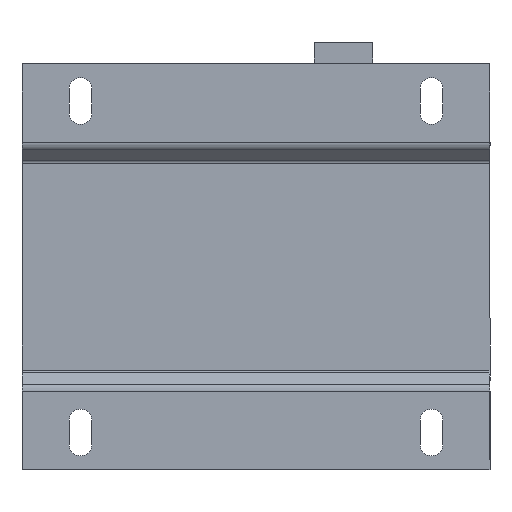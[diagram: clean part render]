
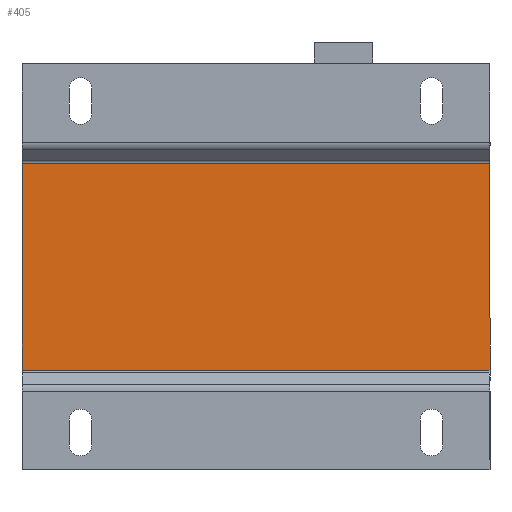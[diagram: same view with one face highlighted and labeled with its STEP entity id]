
A CAD part, front view. The second image highlights one B-rep face of the part: STEP entity #405.
In plain terms, the highlighted planar face has unit normal (0, -1, 0).
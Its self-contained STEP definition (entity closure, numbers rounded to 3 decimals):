
#19 = CARTESIAN_POINT ( 'NONE',  ( 0., -51.5, 26.5 ) ) ;
#155 = VECTOR ( 'NONE', #2700, 1000. ) ;
#209 = CARTESIAN_POINT ( 'NONE',  ( 0., -51.5, -26.5 ) ) ;
#225 = CARTESIAN_POINT ( 'NONE',  ( -60., -51.5, 26.5 ) ) ;
#405 = ADVANCED_FACE ( 'Defeature ausgef�hrt1_90', ( #7428 ), #2653, .F. ) ;
#867 = EDGE_CURVE ( 'Defeature ausgef�hrt1_90+Defeature ausgef�hrt1_97+Defeature ausgef�hrt1_88+Defeature ausgef�hrt1_89', #7092, #5061, #5035, .T. ) ;
#994 = VECTOR ( 'NONE', #4477, 1000. ) ;
#1393 = ORIENTED_EDGE ( 'NONE', *, *, #1613, .F. ) ;
#1613 = EDGE_CURVE ( 'Defeature ausgef�hrt1_89+Defeature ausgef�hrt1_90+Defeature ausgef�hrt1_109+Defeature ausgef�hrt1_96', #5888, #5061, #4615, .T. ) ;
#1967 = ORIENTED_EDGE ( 'NONE', *, *, #867, .T. ) ;
#2287 = EDGE_CURVE ( 'Defeature ausgef�hrt1_110+Defeature ausgef�hrt1_90+Defeature ausgef�hrt1_108+Defeature ausgef�hrt1_109', #8071, #5888, #2908, .T. ) ;
#2653 = PLANE ( 'NONE',  #7645 ) ;
#2654 = ORIENTED_EDGE ( 'NONE', *, *, #6567, .F. ) ;
#2700 = DIRECTION ( 'NONE',  ( 0., 0., -1. ) ) ;
#2908 = LINE ( 'NONE', #209, #7370 ) ;
#3408 = CARTESIAN_POINT ( 'NONE',  ( -60., -51.5, 52. ) ) ;
#4313 = VECTOR ( 'NONE', #7894, 1000. ) ;
#4455 = DIRECTION ( 'NONE',  ( 0., 0., 1. ) ) ;
#4477 = DIRECTION ( 'NONE',  ( -1., 0., 0. ) ) ;
#4541 = DIRECTION ( 'NONE',  ( 0., 1., 0. ) ) ;
#4615 = LINE ( 'NONE', #3408, #4313 ) ;
#5035 = LINE ( 'NONE', #19, #994 ) ;
#5061 = VERTEX_POINT ( 'NONE', #225 ) ;
#5213 = CARTESIAN_POINT ( 'NONE',  ( 60., -51.5, 52. ) ) ;
#5459 = CARTESIAN_POINT ( 'NONE',  ( 60., -51.5, -26.5 ) ) ;
#5743 = CARTESIAN_POINT ( 'NONE',  ( 0., -51.5, 0. ) ) ;
#5888 = VERTEX_POINT ( 'NONE', #8188 ) ;
#6522 = DIRECTION ( 'NONE',  ( -1., 0., 0. ) ) ;
#6567 = EDGE_CURVE ( 'Defeature ausgef�hrt1_88+Defeature ausgef�hrt1_90+Defeature ausgef�hrt1_95+Defeature ausgef�hrt1_108', #7092, #8071, #6765, .T. ) ;
#6741 = EDGE_LOOP ( 'NONE', ( #7085, #2654, #1967, #1393 ) ) ;
#6765 = LINE ( 'NONE', #5213, #155 ) ;
#6928 = CARTESIAN_POINT ( 'NONE',  ( 60., -51.5, 26.5 ) ) ;
#7085 = ORIENTED_EDGE ( 'NONE', *, *, #2287, .F. ) ;
#7092 = VERTEX_POINT ( 'NONE', #6928 ) ;
#7370 = VECTOR ( 'NONE', #6522, 1000. ) ;
#7428 = FACE_OUTER_BOUND ( 'NONE', #6741, .T. ) ;
#7645 = AXIS2_PLACEMENT_3D ( 'NONE', #5743, #4541, #4455 ) ;
#7894 = DIRECTION ( 'NONE',  ( 0., 0., 1. ) ) ;
#8071 = VERTEX_POINT ( 'NONE', #5459 ) ;
#8188 = CARTESIAN_POINT ( 'NONE',  ( -60., -51.5, -26.5 ) ) ;
